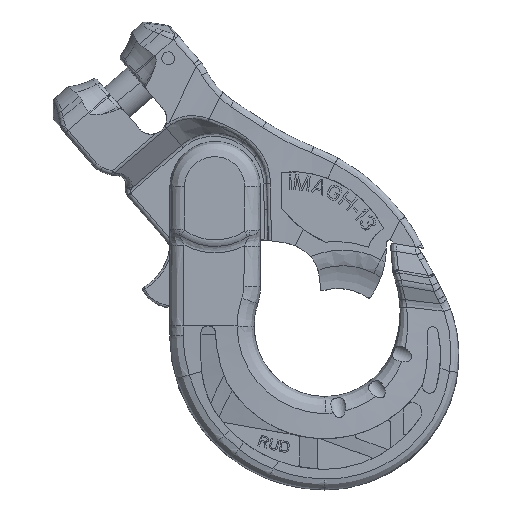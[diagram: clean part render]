
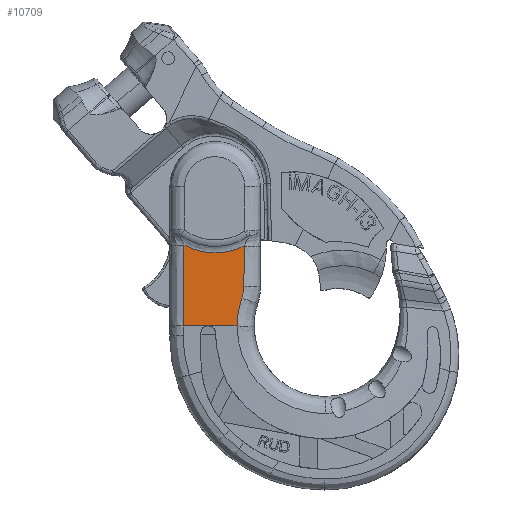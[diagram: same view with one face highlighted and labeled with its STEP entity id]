
A CAD part, top view. The second image highlights one B-rep face of the part: STEP entity #10709.
In plain terms, the highlighted planar face has unit normal (0, 0, 1).
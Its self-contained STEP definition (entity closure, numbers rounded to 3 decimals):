
#2159=DIRECTION('',(1.,0.,0.));
#2160=VECTOR('',#2159,13.165);
#2161=CARTESIAN_POINT('',(-54.22,0.,
18.));
#2162=LINE('',#2161,#2160);
#2168=CARTESIAN_POINT('',(-41.055,0.,
18.));
#2345=DIRECTION('',(1.,0.,0.));
#2346=VECTOR('',#2345,11.254);
#2347=CARTESIAN_POINT('',(-66.196,0.,
18.));
#2348=LINE('',#2347,#2346);
#2370=DIRECTION('',(1.,0.,0.));
#2371=VECTOR('',#2370,0.723);
#2372=CARTESIAN_POINT('',(-54.943,0.,
18.));
#2373=LINE('',#2372,#2371);
#2374=CARTESIAN_POINT('',(-65.901,37.934,18.));
#2375=CARTESIAN_POINT('',(-65.914,34.139,18.));
#2376=CARTESIAN_POINT('',(-65.957,26.269,18.));
#2377=CARTESIAN_POINT('',(-66.065,13.675,18.));
#2378=CARTESIAN_POINT('',(-66.153,4.657,18.));
#2379=CARTESIAN_POINT('',(-66.196,0.,
18.));
#2381=CARTESIAN_POINT('',(-51.316,65.289,18.));
#2382=DIRECTION('',(0.,0.,1.));
#2383=DIRECTION('',(-0.47,-0.882,0.));
#2384=AXIS2_PLACEMENT_3D('',#2381,#2382,#2383);
#2386=CARTESIAN_POINT('',(-37.825,18.627,18.));
#2387=CARTESIAN_POINT('',(-37.805,20.569,18.));
#2388=CARTESIAN_POINT('',(-37.767,24.553,18.));
#2389=CARTESIAN_POINT('',(-37.719,30.824,18.));
#2390=CARTESIAN_POINT('',(-37.691,35.208,18.));
#2391=CARTESIAN_POINT('',(-37.678,37.45,18.));
#2393=CARTESIAN_POINT('',(-38.801,13.05,18.));
#2394=CARTESIAN_POINT('',(-38.732,13.249,18.));
#2395=CARTESIAN_POINT('',(-38.601,13.648,18.));
#2396=CARTESIAN_POINT('',(-38.425,14.254,18.));
#2397=CARTESIAN_POINT('',(-38.272,14.867,18.));
#2398=CARTESIAN_POINT('',(-38.14,15.485,18.));
#2399=CARTESIAN_POINT('',(-38.031,16.107,18.));
#2400=CARTESIAN_POINT('',(-37.944,16.733,18.));
#2401=CARTESIAN_POINT('',(-37.88,17.362,18.));
#2402=CARTESIAN_POINT('',(-37.839,17.994,18.));
#2403=CARTESIAN_POINT('',(-37.827,18.416,18.));
#2404=CARTESIAN_POINT('',(-37.825,18.627,18.));
#2406=CARTESIAN_POINT('',(-41.055,0.,
18.));
#2407=CARTESIAN_POINT('',(-41.052,0.444,
18.));
#2408=CARTESIAN_POINT('',(-41.031,1.332,18.));
#2409=CARTESIAN_POINT('',(-40.956,2.662,18.));
#2410=CARTESIAN_POINT('',(-40.838,3.988,18.));
#2411=CARTESIAN_POINT('',(-40.676,5.31,18.));
#2412=CARTESIAN_POINT('',(-40.471,6.625,18.));
#2413=CARTESIAN_POINT('',(-40.223,7.932,18.));
#2414=CARTESIAN_POINT('',(-39.932,9.229,18.));
#2415=CARTESIAN_POINT('',(-39.599,10.516,18.));
#2416=CARTESIAN_POINT('',(-39.224,11.791,18.));
#2417=CARTESIAN_POINT('',(-38.947,12.632,18.));
#2418=CARTESIAN_POINT('',(-38.801,13.05,18.));
#7275=VERTEX_POINT('',#2168);
#7276=VERTEX_POINT('',#2418);
#7279=VERTEX_POINT('',#2404);
#7281=VERTEX_POINT('',#2391);
#7285=VERTEX_POINT('',#2374);
#7286=VERTEX_POINT('',#2379);
#7470=CARTESIAN_POINT('',(-54.22,0.,
18.));
#7471=VERTEX_POINT('',#7470);
#7476=CARTESIAN_POINT('',(-54.943,0.,
18.));
#7477=VERTEX_POINT('',#7476);
#10688=CARTESIAN_POINT('',(0.,0.,18.));
#10689=DIRECTION('',(0.,0.,1.));
#10690=DIRECTION('',(1.,0.,0.));
#10691=AXIS2_PLACEMENT_3D('',#10688,#10689,#10690);
#10692=PLANE('',#10691);
#10693=ORIENTED_EDGE('',*,*,#10561,.F.);
#10695=ORIENTED_EDGE('',*,*,#10694,.F.);
#10696=ORIENTED_EDGE('',*,*,#10675,.F.);
#10698=ORIENTED_EDGE('',*,*,#10697,.F.);
#10700=ORIENTED_EDGE('',*,*,#10699,.T.);
#10702=ORIENTED_EDGE('',*,*,#10701,.F.);
#10704=ORIENTED_EDGE('',*,*,#10703,.F.);
#10706=ORIENTED_EDGE('',*,*,#10705,.F.);
#10707=EDGE_LOOP('',(#10693,#10695,#10696,#10698,#10700,#10702,#10704,#10706));
#10708=FACE_OUTER_BOUND('',#10707,.F.);
#10709=ADVANCED_FACE('',(#10708),#10692,.T.);
#2380=B_SPLINE_CURVE_WITH_KNOTS('',3,(#2374,#2375,#2376,#2377,#2378,#2379),
.UNSPECIFIED.,.F.,.F.,(4,1,1,4),(0.,0.333,0.667,1.),
.UNSPECIFIED.);
#2385=CIRCLE('',#2384,31.);
#2392=B_SPLINE_CURVE_WITH_KNOTS('',3,(#2386,#2387,#2388,#2389,#2390,#2391),
.UNSPECIFIED.,.F.,.F.,(4,1,1,4),(0.,0.333,0.667,1.),
.UNSPECIFIED.);
#2405=B_SPLINE_CURVE_WITH_KNOTS('',3,(#2393,#2394,#2395,#2396,#2397,#2398,#2399,
#2400,#2401,#2402,#2403,#2404),.UNSPECIFIED.,.F.,.F.,(4,1,1,1,1,1,1,1,1,4),
(0.,0.111,0.222,0.333,0.444,
0.556,0.667,0.778,0.889,1.),
.UNSPECIFIED.);
#2419=B_SPLINE_CURVE_WITH_KNOTS('',3,(#2406,#2407,#2408,#2409,#2410,#2411,#2412,
#2413,#2414,#2415,#2416,#2417,#2418),.UNSPECIFIED.,.F.,.F.,(4,1,1,1,1,1,1,1,1,1,
4),(0.,0.1,0.2,0.3,0.4,0.5,0.6,0.7,0.8,0.9,1.),
.UNSPECIFIED.);
#10561=EDGE_CURVE('',#7471,#7275,#2162,.T.);
#10675=EDGE_CURVE('',#7286,#7477,#2348,.T.);
#10694=EDGE_CURVE('',#7477,#7471,#2373,.T.);
#10697=EDGE_CURVE('',#7285,#7286,#2380,.T.);
#10699=EDGE_CURVE('',#7285,#7281,#2385,.T.);
#10701=EDGE_CURVE('',#7279,#7281,#2392,.T.);
#10703=EDGE_CURVE('',#7276,#7279,#2405,.T.);
#10705=EDGE_CURVE('',#7275,#7276,#2419,.T.);
